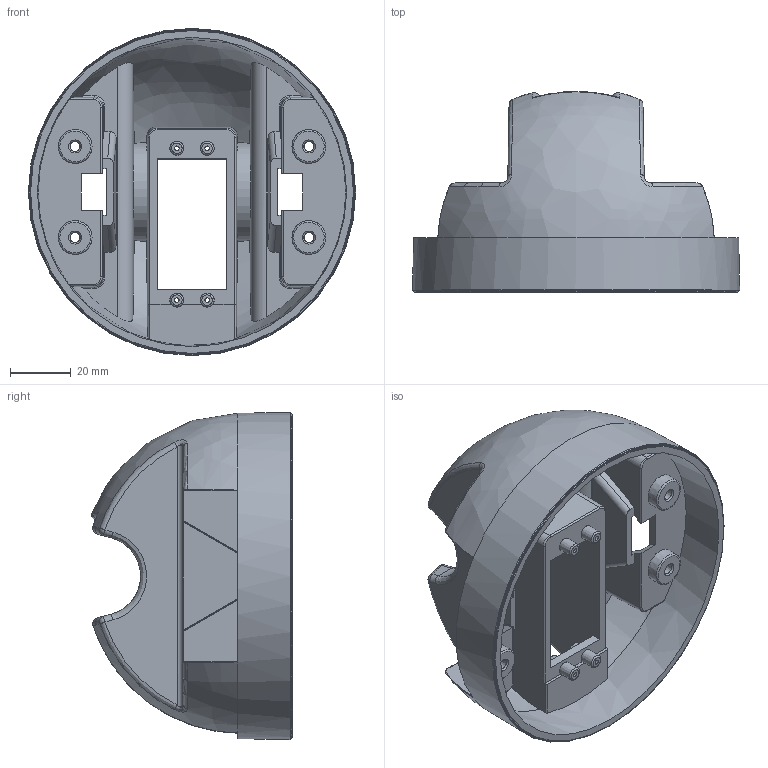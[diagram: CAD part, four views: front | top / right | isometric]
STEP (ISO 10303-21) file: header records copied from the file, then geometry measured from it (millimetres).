
FILE_DESCRIPTION(/* description */ (''),/* implementation_level */ '2;1');
FILE_NAME(/* name */ 'COPERCHIO-BASE-NEW_1 (2).stp',/* time_stamp */ '2023-04-03T19:20:01+08:00',/* author */ ('DELL'),/* organization */ (''),/* preprocessor_version */ 'ST-DEVELOPER v17',/* originating_system */ 'Autodesk Inventor 2019',/* authorisation */ '');
FILE_SCHEMA (('AUTOMOTIVE_DESIGN { 1 0 10303 214 3 1 1 }'));
Length unit declared in the file: millimetre
Products named in the file (1): COPERCHIO-BASE-NEW_1
Bounding box: 107.78 x 66.12 x 107.78 mm (x, y, z)
Volume: 84767.7 mm3; surface area: 58769.3 mm2
Topology: 1 solids, 1 shells, 280 faces, 724 edges, 455 vertices
Faces by surface type: plane 87, cylinder 74, torus 40, cone 35, bspline 32, sphere 12
Full cylindrical faces by diameter (mm): 1.5 x4
Entity records: 15599 total; most frequent: CARTESIAN_POINT 8713, DIRECTION 1475, ORIENTED_EDGE 1444, EDGE_CURVE 722, AXIS2_PLACEMENT_3D 600, VERTEX_POINT 455, EDGE_LOOP 313, CIRCLE 302
